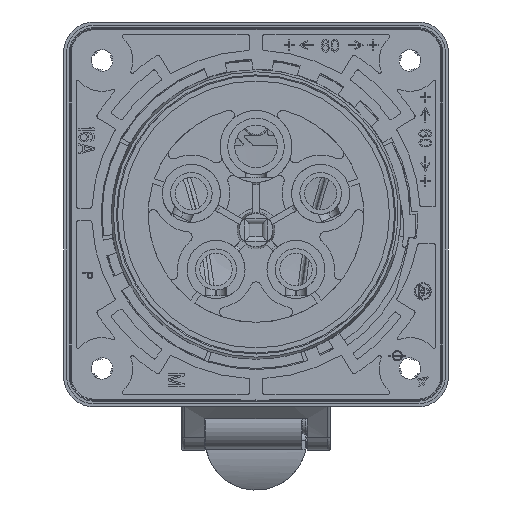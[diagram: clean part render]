
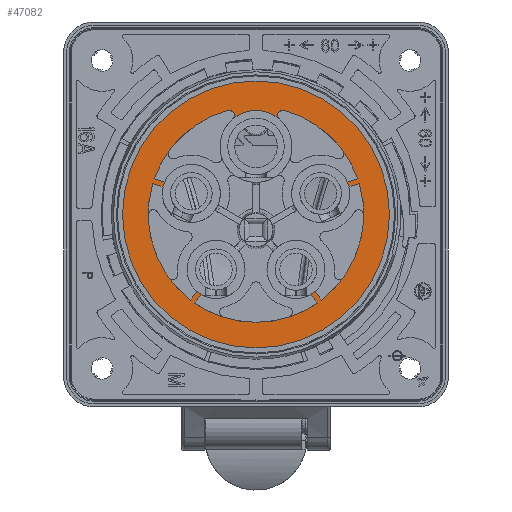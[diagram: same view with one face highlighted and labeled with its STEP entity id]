
A CAD part, front view. The second image highlights one B-rep face of the part: STEP entity #47082.
In plain terms, the highlighted planar face has unit normal (0, -1, 0).
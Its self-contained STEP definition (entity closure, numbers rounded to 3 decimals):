
#11993=CARTESIAN_POINT('',(0.,0.,0.));
#11994=DIRECTION('',(0.,1.,0.));
#11995=DIRECTION('',(0.,0.,-1.));
#11996=AXIS2_PLACEMENT_3D('',#11993,#11994,#11995);
#12001=CARTESIAN_POINT('',(0.,0.,0.));
#12002=DIRECTION('',(0.,1.,0.));
#12003=DIRECTION('',(0.,0.,1.));
#12004=AXIS2_PLACEMENT_3D('',#12001,#12002,#12003);
#12009=CARTESIAN_POINT('',(0.,0.,0.));
#12010=DIRECTION('',(0.,-1.,0.));
#12011=DIRECTION('',(-0.568,0.,-0.823));
#12012=AXIS2_PLACEMENT_3D('',#12009,#12010,#12011);
#12017=CARTESIAN_POINT('',(0.,0.,0.));
#12018=DIRECTION('',(0.,-1.,0.));
#12019=DIRECTION('',(0.,0.,-1.));
#12020=AXIS2_PLACEMENT_3D('',#12017,#12018,#12019);
#12025=DIRECTION('',(-0.588,0.,0.809));
#12026=VECTOR('',#12025,2.116);
#12027=CARTESIAN_POINT('',(11.935,0.,-17.278));
#12028=LINE('',#12027,#12026);
#12032=CARTESIAN_POINT('',(7.788,0.,-10.719));
#12033=DIRECTION('',(0.,-1.,0.));
#12034=DIRECTION('',(0.514,0.,-0.858));
#12035=AXIS2_PLACEMENT_3D('',#12032,#12033,#12034);
#12040=DIRECTION('',(0.588,0.,-0.809));
#12041=VECTOR('',#12040,2.116);
#12042=CARTESIAN_POINT('',(11.501,0.,-14.979));
#12043=LINE('',#12042,#12041);
#12047=CARTESIAN_POINT('',(0.,0.,0.));
#12048=DIRECTION('',(0.,-1.,0.));
#12049=DIRECTION('',(0.607,0.,-0.795));
#12050=AXIS2_PLACEMENT_3D('',#12047,#12048,#12049);
#12055=DIRECTION('',(-0.951,0.,-0.309));
#12056=VECTOR('',#12055,2.116);
#12057=CARTESIAN_POINT('',(20.121,0.,6.012));
#12058=LINE('',#12057,#12056);
#12062=CARTESIAN_POINT('',(12.601,0.,4.094));
#12063=DIRECTION('',(0.,-1.,0.));
#12064=DIRECTION('',(0.975,0.,0.224));
#12065=AXIS2_PLACEMENT_3D('',#12062,#12063,#12064);
#12070=DIRECTION('',(0.951,0.,0.309));
#12071=VECTOR('',#12070,2.116);
#12072=CARTESIAN_POINT('',(17.799,0.,6.309));
#12073=LINE('',#12072,#12071);
#12077=CARTESIAN_POINT('',(0.,0.,0.));
#12078=DIRECTION('',(0.,-1.,0.));
#12079=DIRECTION('',(0.943,0.,0.332));
#12080=AXIS2_PLACEMENT_3D('',#12077,#12078,#12079);
#12085=CARTESIAN_POINT('',(5.229,0.,19.304));
#12086=DIRECTION('',(0.,-1.,0.));
#12087=DIRECTION('',(0.262,0.,0.965));
#12088=AXIS2_PLACEMENT_3D('',#12085,#12086,#12087);
#12093=CARTESIAN_POINT('',(5.229,0.,19.304));
#12094=DIRECTION('',(0.,-1.,0.));
#12095=DIRECTION('',(-1.,0.,0.));
#12096=AXIS2_PLACEMENT_3D('',#12093,#12094,#12095);
#12101=CARTESIAN_POINT('',(0.,0.,13.25));
#12102=DIRECTION('',(0.,-1.,0.));
#12103=DIRECTION('',(0.654,0.,0.757));
#12104=AXIS2_PLACEMENT_3D('',#12101,#12102,#12103);
#12109=CARTESIAN_POINT('',(-5.229,0.,19.304));
#12110=DIRECTION('',(0.,-1.,0.));
#12111=DIRECTION('',(0.654,0.,-0.757));
#12112=AXIS2_PLACEMENT_3D('',#12109,#12110,#12111);
#12117=CARTESIAN_POINT('',(-5.229,0.,19.304));
#12118=DIRECTION('',(0.,-1.,0.));
#12119=DIRECTION('',(1.,0.,0.));
#12120=AXIS2_PLACEMENT_3D('',#12117,#12118,#12119);
#12125=CARTESIAN_POINT('',(0.,0.,0.));
#12126=DIRECTION('',(0.,-1.,0.));
#12127=DIRECTION('',(-0.261,0.,0.965));
#12128=AXIS2_PLACEMENT_3D('',#12125,#12126,#12127);
#12133=DIRECTION('',(0.951,0.,-0.309));
#12134=VECTOR('',#12133,2.116);
#12135=CARTESIAN_POINT('',(-19.812,0.,6.963));
#12136=LINE('',#12135,#12134);
#12140=CARTESIAN_POINT('',(-12.601,0.,4.094));
#12141=DIRECTION('',(0.,-1.,0.));
#12142=DIRECTION('',(-0.92,0.,0.392));
#12143=AXIS2_PLACEMENT_3D('',#12140,#12141,#12142);
#12148=DIRECTION('',(-0.951,0.,0.309));
#12149=VECTOR('',#12148,2.116);
#12150=CARTESIAN_POINT('',(-18.108,0.,5.358));
#12151=LINE('',#12150,#12149);
#12155=CARTESIAN_POINT('',(0.,0.,0.));
#12156=DIRECTION('',(0.,-1.,0.));
#12157=DIRECTION('',(-0.958,0.,0.286));
#12158=AXIS2_PLACEMENT_3D('',#12155,#12156,#12157);
#12163=DIRECTION('',(0.588,0.,0.809));
#12164=VECTOR('',#12163,2.116);
#12165=CARTESIAN_POINT('',(-12.744,0.,-16.691));
#12166=LINE('',#12165,#12164);
#12170=CARTESIAN_POINT('',(-7.788,0.,-10.719));
#12171=DIRECTION('',(0.,-1.,0.));
#12172=DIRECTION('',(-0.657,0.,-0.754));
#12173=AXIS2_PLACEMENT_3D('',#12170,#12171,#12172);
#12178=DIRECTION('',(-0.588,0.,-0.809));
#12179=VECTOR('',#12178,2.116);
#12180=CARTESIAN_POINT('',(-10.692,0.,-15.566));
#12181=LINE('',#12180,#12179);
#30830=CARTESIAN_POINT('',(18.108,0.,5.358));
#30831=CARTESIAN_POINT('',(17.799,0.,6.309));
#30832=VERTEX_POINT('',#30830);
#30833=VERTEX_POINT('',#30831);
#30836=CARTESIAN_POINT('',(0.,0.,-26.));
#30837=CARTESIAN_POINT('',(0.,0.,26.));
#30838=VERTEX_POINT('',#30836);
#30839=VERTEX_POINT('',#30837);
#30840=CARTESIAN_POINT('',(-11.935,0.,-17.278));
#30841=CARTESIAN_POINT('',(0.,0.,-21.));
#30842=VERTEX_POINT('',#30840);
#30843=VERTEX_POINT('',#30841);
#30844=CARTESIAN_POINT('',(11.935,0.,-17.278));
#30845=VERTEX_POINT('',#30844);
#30846=CARTESIAN_POINT('',(10.692,0.,-15.566));
#30847=VERTEX_POINT('',#30846);
#30848=CARTESIAN_POINT('',(11.501,0.,-14.979));
#30849=VERTEX_POINT('',#30848);
#30850=CARTESIAN_POINT('',(12.744,0.,-16.691));
#30851=VERTEX_POINT('',#30850);
#30852=CARTESIAN_POINT('',(20.121,0.,6.012));
#30853=VERTEX_POINT('',#30852);
#30854=CARTESIAN_POINT('',(19.812,0.,6.963));
#30855=VERTEX_POINT('',#30854);
#30856=CARTESIAN_POINT('',(5.491,0.,20.269));
#30857=VERTEX_POINT('',#30856);
#30858=CARTESIAN_POINT('',(4.229,0.,19.304));
#30859=VERTEX_POINT('',#30858);
#30860=CARTESIAN_POINT('',(4.576,0.,18.547));
#30861=VERTEX_POINT('',#30860);
#30862=CARTESIAN_POINT('',(-4.576,0.,18.547));
#30863=VERTEX_POINT('',#30862);
#30864=CARTESIAN_POINT('',(-4.229,0.,19.304));
#30865=VERTEX_POINT('',#30864);
#30866=CARTESIAN_POINT('',(-5.491,0.,20.269));
#30867=VERTEX_POINT('',#30866);
#30868=CARTESIAN_POINT('',(-19.812,0.,6.963));
#30869=VERTEX_POINT('',#30868);
#30870=CARTESIAN_POINT('',(-17.799,0.,6.309));
#30871=VERTEX_POINT('',#30870);
#30872=CARTESIAN_POINT('',(-18.108,0.,5.358));
#30873=VERTEX_POINT('',#30872);
#30874=CARTESIAN_POINT('',(-20.121,0.,6.012));
#30875=VERTEX_POINT('',#30874);
#30876=CARTESIAN_POINT('',(-12.744,0.,-16.691));
#30877=VERTEX_POINT('',#30876);
#30878=CARTESIAN_POINT('',(-11.501,0.,-14.979));
#30879=VERTEX_POINT('',#30878);
#30880=CARTESIAN_POINT('',(-10.692,0.,-15.566));
#30881=VERTEX_POINT('',#30880);
#47025=CARTESIAN_POINT('',(0.,0.,0.));
#47026=DIRECTION('',(0.,-1.,0.));
#47027=DIRECTION('',(0.,0.,1.));
#47028=AXIS2_PLACEMENT_3D('',#47025,#47026,#47027);
#47029=PLANE('',#47028);
#47030=ORIENTED_EDGE('',*,*,#47010,.T.);
#47031=ORIENTED_EDGE('',*,*,#46982,.T.);
#47032=EDGE_LOOP('',(#47030,#47031));
#47033=FACE_OUTER_BOUND('',#47032,.F.);
#47035=ORIENTED_EDGE('',*,*,#47034,.T.);
#47037=ORIENTED_EDGE('',*,*,#47036,.T.);
#47039=ORIENTED_EDGE('',*,*,#47038,.T.);
#47041=ORIENTED_EDGE('',*,*,#47040,.T.);
#47043=ORIENTED_EDGE('',*,*,#47042,.T.);
#47045=ORIENTED_EDGE('',*,*,#47044,.T.);
#47047=ORIENTED_EDGE('',*,*,#47046,.T.);
#47049=ORIENTED_EDGE('',*,*,#47048,.T.);
#47051=ORIENTED_EDGE('',*,*,#47050,.T.);
#47053=ORIENTED_EDGE('',*,*,#47052,.T.);
#47055=ORIENTED_EDGE('',*,*,#47054,.T.);
#47057=ORIENTED_EDGE('',*,*,#47056,.T.);
#47059=ORIENTED_EDGE('',*,*,#47058,.T.);
#47061=ORIENTED_EDGE('',*,*,#47060,.T.);
#47063=ORIENTED_EDGE('',*,*,#47062,.T.);
#47065=ORIENTED_EDGE('',*,*,#47064,.T.);
#47067=ORIENTED_EDGE('',*,*,#47066,.T.);
#47069=ORIENTED_EDGE('',*,*,#47068,.T.);
#47071=ORIENTED_EDGE('',*,*,#47070,.T.);
#47073=ORIENTED_EDGE('',*,*,#47072,.T.);
#47075=ORIENTED_EDGE('',*,*,#47074,.T.);
#47077=ORIENTED_EDGE('',*,*,#47076,.T.);
#47079=ORIENTED_EDGE('',*,*,#47078,.T.);
#47080=EDGE_LOOP('',(#47035,#47037,#47039,#47041,#47043,#47045,#47047,#47049,
#47051,#47053,#47055,#47057,#47059,#47061,#47063,#47065,#47067,#47069,#47071,
#47073,#47075,#47077,#47079));
#47081=FACE_BOUND('',#47080,.F.);
#11997=CIRCLE('',#11996,26.);
#12005=CIRCLE('',#12004,26.);
#12013=CIRCLE('',#12012,21.);
#12021=CIRCLE('',#12020,21.);
#12036=CIRCLE('',#12035,5.65);
#12051=CIRCLE('',#12050,21.);
#12066=CIRCLE('',#12065,5.65);
#12081=CIRCLE('',#12080,21.);
#12089=CIRCLE('',#12088,1.);
#12097=CIRCLE('',#12096,1.);
#12105=CIRCLE('',#12104,7.);
#12113=CIRCLE('',#12112,1.);
#12121=CIRCLE('',#12120,1.);
#12129=CIRCLE('',#12128,21.);
#12144=CIRCLE('',#12143,5.65);
#12159=CIRCLE('',#12158,21.);
#12174=CIRCLE('',#12173,5.65);
#46982=EDGE_CURVE('',#30839,#30838,#12005,.T.);
#47010=EDGE_CURVE('',#30838,#30839,#11997,.T.);
#47034=EDGE_CURVE('',#30842,#30843,#12013,.T.);
#47036=EDGE_CURVE('',#30843,#30845,#12021,.T.);
#47038=EDGE_CURVE('',#30845,#30847,#12028,.T.);
#47040=EDGE_CURVE('',#30847,#30849,#12036,.T.);
#47042=EDGE_CURVE('',#30849,#30851,#12043,.T.);
#47044=EDGE_CURVE('',#30851,#30853,#12051,.T.);
#47046=EDGE_CURVE('',#30853,#30832,#12058,.T.);
#47048=EDGE_CURVE('',#30832,#30833,#12066,.T.);
#47050=EDGE_CURVE('',#30833,#30855,#12073,.T.);
#47052=EDGE_CURVE('',#30855,#30857,#12081,.T.);
#47054=EDGE_CURVE('',#30857,#30859,#12089,.T.);
#47056=EDGE_CURVE('',#30859,#30861,#12097,.T.);
#47058=EDGE_CURVE('',#30861,#30863,#12105,.T.);
#47060=EDGE_CURVE('',#30863,#30865,#12113,.T.);
#47062=EDGE_CURVE('',#30865,#30867,#12121,.T.);
#47064=EDGE_CURVE('',#30867,#30869,#12129,.T.);
#47066=EDGE_CURVE('',#30869,#30871,#12136,.T.);
#47068=EDGE_CURVE('',#30871,#30873,#12144,.T.);
#47070=EDGE_CURVE('',#30873,#30875,#12151,.T.);
#47072=EDGE_CURVE('',#30875,#30877,#12159,.T.);
#47074=EDGE_CURVE('',#30877,#30879,#12166,.T.);
#47076=EDGE_CURVE('',#30879,#30881,#12174,.T.);
#47078=EDGE_CURVE('',#30881,#30842,#12181,.T.);
#47082=ADVANCED_FACE('',(#47033,#47081),#47029,.T.);
